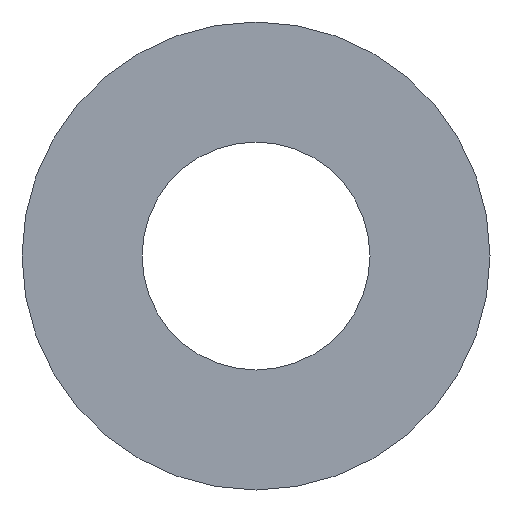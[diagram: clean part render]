
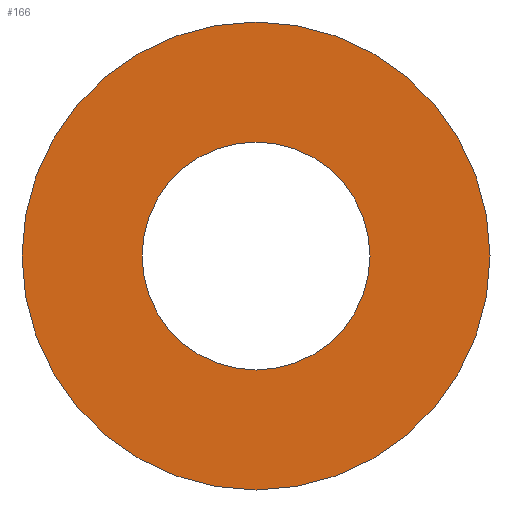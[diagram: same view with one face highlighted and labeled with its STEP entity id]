
A CAD part, front view. The second image highlights one B-rep face of the part: STEP entity #166.
In plain terms, the highlighted planar face has unit normal (0, -1, 0).
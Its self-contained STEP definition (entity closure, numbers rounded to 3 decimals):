
#2 = CARTESIAN_POINT ( 'NONE',  ( 0., 0., 0. ) ) ;
#4 = DIRECTION ( 'NONE',  ( 0., 0., 1. ) ) ;
#15 = CARTESIAN_POINT ( 'NONE',  ( 0., 0., 1.9 ) ) ;
#25 = CIRCLE ( 'NONE', #136, 3.9 ) ;
#30 = AXIS2_PLACEMENT_3D ( 'NONE', #56, #129, #75 ) ;
#31 = CARTESIAN_POINT ( 'NONE',  ( 0., 0., 3.9 ) ) ;
#35 = EDGE_CURVE ( 'NONE', #94, #89, #147, .T. ) ;
#42 = ORIENTED_EDGE ( 'NONE', *, *, #150, .T. ) ;
#46 = CARTESIAN_POINT ( 'NONE',  ( 0., 0., 0. ) ) ;
#47 = EDGE_LOOP ( 'NONE', ( #97, #157 ) ) ;
#56 = CARTESIAN_POINT ( 'NONE',  ( 0., 0., 0. ) ) ;
#63 = CARTESIAN_POINT ( 'NONE',  ( 0., 0., -3.9 ) ) ;
#64 = CARTESIAN_POINT ( 'NONE',  ( 0., 0., 0. ) ) ;
#65 = AXIS2_PLACEMENT_3D ( 'NONE', #2, #100, #116 ) ;
#72 = EDGE_CURVE ( 'NONE', #161, #120, #152, .T. ) ;
#75 = DIRECTION ( 'NONE',  ( 0., 0., 1. ) ) ;
#79 = ORIENTED_EDGE ( 'NONE', *, *, #35, .T. ) ;
#82 = PLANE ( 'NONE',  #142 ) ;
#89 = VERTEX_POINT ( 'NONE', #90 ) ;
#90 = CARTESIAN_POINT ( 'NONE',  ( 0., 0., -1.9 ) ) ;
#93 = DIRECTION ( 'NONE',  ( 0., 1., 0. ) ) ;
#94 = VERTEX_POINT ( 'NONE', #15 ) ;
#97 = ORIENTED_EDGE ( 'NONE', *, *, #72, .F. ) ;
#98 = FACE_BOUND ( 'NONE', #155, .T. ) ;
#100 = DIRECTION ( 'NONE',  ( 0., 1., 0. ) ) ;
#116 = DIRECTION ( 'NONE',  ( 1., 0., 0. ) ) ;
#119 = DIRECTION ( 'NONE',  ( 1., 0., 0. ) ) ;
#120 = VERTEX_POINT ( 'NONE', #31 ) ;
#129 = DIRECTION ( 'NONE',  ( 0., 1., 0. ) ) ;
#136 = AXIS2_PLACEMENT_3D ( 'NONE', #64, #93, #119 ) ;
#141 = EDGE_CURVE ( 'NONE', #120, #161, #25, .T. ) ;
#142 = AXIS2_PLACEMENT_3D ( 'NONE', #160, #194, #156 ) ;
#144 = CIRCLE ( 'NONE', #151, 1.9 ) ;
#147 = CIRCLE ( 'NONE', #30, 1.9 ) ;
#150 = EDGE_CURVE ( 'NONE', #89, #94, #144, .T. ) ;
#151 = AXIS2_PLACEMENT_3D ( 'NONE', #46, #189, #4 ) ;
#152 = CIRCLE ( 'NONE', #65, 3.9 ) ;
#155 = EDGE_LOOP ( 'NONE', ( #42, #79 ) ) ;
#156 = DIRECTION ( 'NONE',  ( 0., 0., 1. ) ) ;
#157 = ORIENTED_EDGE ( 'NONE', *, *, #141, .F. ) ;
#160 = CARTESIAN_POINT ( 'NONE',  ( 0., 0., 0. ) ) ;
#161 = VERTEX_POINT ( 'NONE', #63 ) ;
#166 = ADVANCED_FACE ( 'NONE', ( #192, #98 ), #82, .F. ) ;
#189 = DIRECTION ( 'NONE',  ( 0., 1., 0. ) ) ;
#192 = FACE_OUTER_BOUND ( 'NONE', #47, .T. ) ;
#194 = DIRECTION ( 'NONE',  ( 0., 1., 0. ) ) ;
